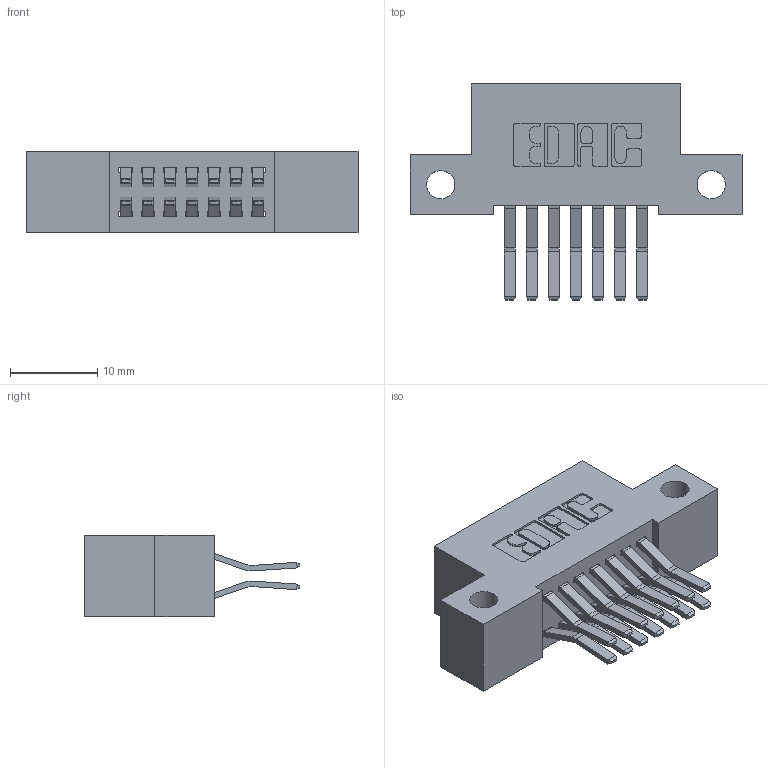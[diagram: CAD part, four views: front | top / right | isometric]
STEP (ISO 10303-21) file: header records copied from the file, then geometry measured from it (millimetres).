
FILE_DESCRIPTION (( 'STEP AP203' ), '1' );
FILE_NAME ('342-014-560-212.STEP', '2018-08-10T18:43:20', ( '' ), ( '' ), 'SwSTEP 2.0', 'SolidWorks 2016', '' );
FILE_SCHEMA (( 'CONFIG_CONTROL_DESIGN' ));
Length unit declared in the file: inch
Products named in the file (3): 345-292-001_560 Tail; 342-014-560-212; 342 Part_Side Mount
Assembly tree (15 placements, depth 2):
  342-014-560-212
    342 Part_Side Mount
    345-292-001_560 Tail  x14
Bounding box: 38.1 x 24.78 x 9.4 mm (x, y, z)
Volume: 3275.6 mm3; surface area: 4530.1 mm2
Topology: 15 solids, 15 shells, 866 faces, 2553 edges, 1682 vertices
Faces by surface type: plane 570, cylinder 296
Entity records: 8989 total; most frequent: CARTESIAN_POINT 1530, ORIENTED_EDGE 1466, DIRECTION 1373, EDGE_CURVE 733, LINE 601, VECTOR 601, VERTEX_POINT 486, AXIS2_PLACEMENT_3D 386
